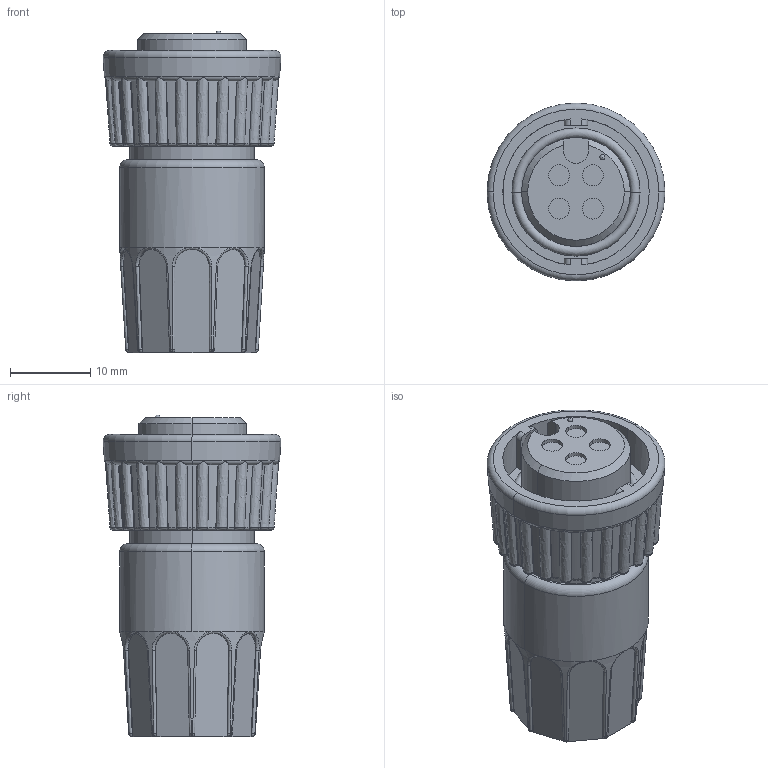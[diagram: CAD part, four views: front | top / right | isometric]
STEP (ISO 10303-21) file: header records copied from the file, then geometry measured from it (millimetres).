
FILE_DESCRIPTION (( 'STEP AP203' ), '1' );
FILE_NAME ('3382-4SG-3DC.STEP', '2016-05-11T18:48:12', ( '' ), ( '' ), 'SwSTEP 2.0', 'SolidWorks 2014', '' );
FILE_SCHEMA (( 'CONFIG_CONTROL_DESIGN' ));
Length unit declared in the file: inch
Products named in the file (1): 3382-4SG-3DC
Bounding box: 22.22 x 22.22 x 40.2 mm (x, y, z)
Volume: 9154 mm3; surface area: 4081.6 mm2
Topology: 1 solids, 1 shells, 324 faces, 880 edges, 569 vertices
Faces by surface type: bspline 122, plane 76, torus 46, cone 41, cylinder 38, sphere 1
Entity records: 15320 total; most frequent: CARTESIAN_POINT 8291, ORIENTED_EDGE 1754, DIRECTION 1071, EDGE_CURVE 877, VERTEX_POINT 567, B_SPLINE_CURVE_WITH_KNOTS 478, AXIS2_PLACEMENT_3D 469, EDGE_LOOP 336
